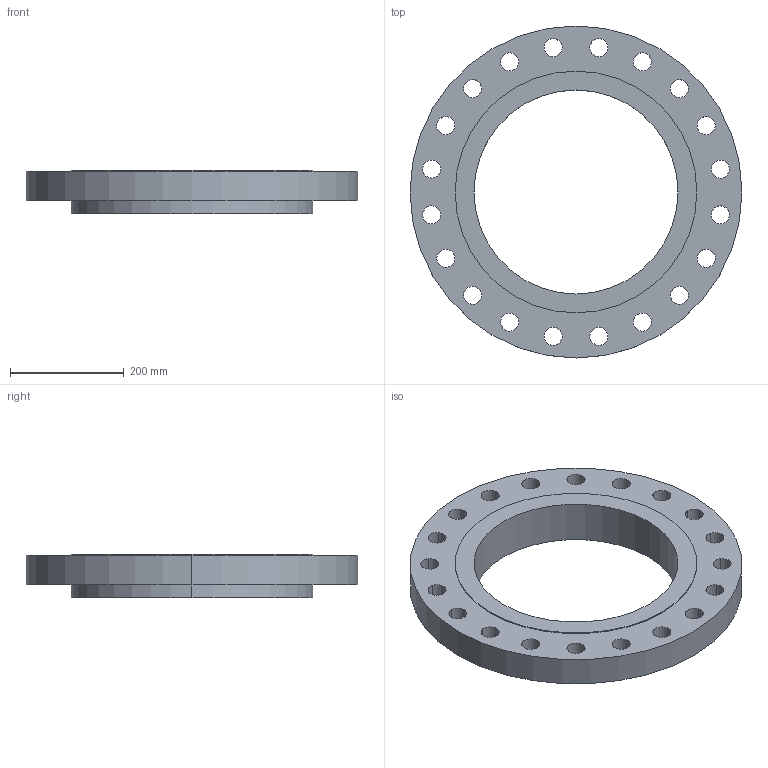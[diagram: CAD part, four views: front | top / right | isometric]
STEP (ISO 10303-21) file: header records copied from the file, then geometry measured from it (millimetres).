
FILE_DESCRIPTION (( 'STEP AP203' ), '1' );
FILE_NAME ('Slip On Flange 300-NPS14.STEP', '2025-05-07T01:22:12', '' );
FILE_SCHEMA (( 'CONFIG_CONTROL_DESIGN' ));
Length unit declared in the file: inch
Products named in the file (1): Slip On Flange 300-NPS14
Bounding box: 584.2 x 584.2 x 76.2 mm (x, y, z)
Volume: 8864235.4 mm3; surface area: 619950.7 mm2
Topology: 1 solids, 1 shells, 52 faces, 144 edges, 96 vertices
Faces by surface type: cylinder 48, plane 4
Entity records: 1887 total; most frequent: DIRECTION 346, CARTESIAN_POINT 293, ORIENTED_EDGE 288, AXIS2_PLACEMENT_3D 149, EDGE_CURVE 144, CIRCLE 96, VERTEX_POINT 96, EDGE_LOOP 96
